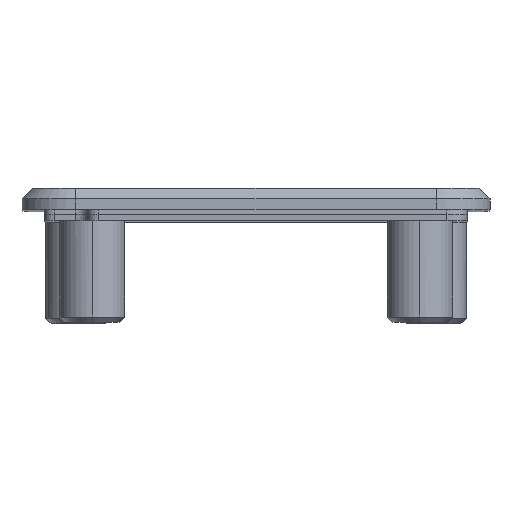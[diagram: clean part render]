
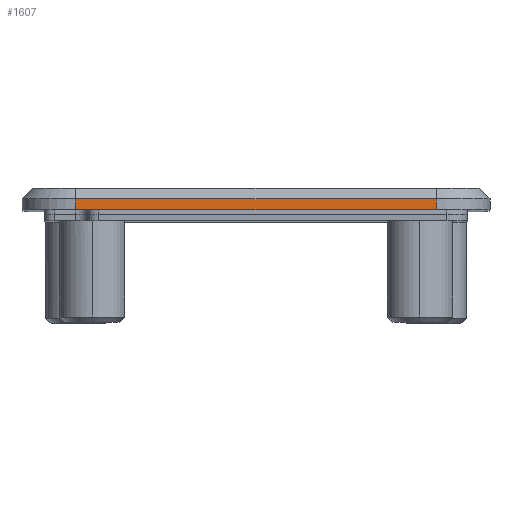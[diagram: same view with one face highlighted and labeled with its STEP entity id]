
A CAD part, top view. The second image highlights one B-rep face of the part: STEP entity #1607.
In plain terms, the highlighted planar face has unit normal (0, 0, 1).
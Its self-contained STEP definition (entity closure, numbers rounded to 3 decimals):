
#29 = CARTESIAN_POINT ( 'NONE',  ( -16.75, 18.45, 53. ) ) ;
#132 = EDGE_CURVE ( 'NONE', #2222, #424, #1707, .T. ) ;
#150 = EDGE_CURVE ( 'NONE', #2967, #424, #1647, .T. ) ;
#247 = PLANE ( 'NONE',  #1823 ) ;
#254 = VECTOR ( 'NONE', #457, 1000. ) ;
#279 = FACE_OUTER_BOUND ( 'NONE', #2540, .T. ) ;
#349 = CARTESIAN_POINT ( 'NONE',  ( -16.75, 20.45, 53. ) ) ;
#424 = VERTEX_POINT ( 'NONE', #1871 ) ;
#457 = DIRECTION ( 'NONE',  ( 1., 0., 0. ) ) ;
#567 = CARTESIAN_POINT ( 'NONE',  ( -16.75, 19.45, 53. ) ) ;
#917 = CARTESIAN_POINT ( 'NONE',  ( -16.75, 18.45, 53. ) ) ;
#1205 = DIRECTION ( 'NONE',  ( 0., -1., 0. ) ) ;
#1292 = DIRECTION ( 'NONE',  ( 0., 0., -1. ) ) ;
#1328 = LINE ( 'NONE', #349, #2116 ) ;
#1457 = CARTESIAN_POINT ( 'NONE',  ( 16.75, 20.45, 53. ) ) ;
#1573 = ORIENTED_EDGE ( 'NONE', *, *, #132, .F. ) ;
#1607 = ADVANCED_FACE ( 'NONE', ( #279 ), #247, .F. ) ;
#1647 = LINE ( 'NONE', #917, #254 ) ;
#1707 = LINE ( 'NONE', #1457, #1914 ) ;
#1799 = ORIENTED_EDGE ( 'NONE', *, *, #3119, .T. ) ;
#1823 = AXIS2_PLACEMENT_3D ( 'NONE', #2260, #1292, #2509 ) ;
#1871 = CARTESIAN_POINT ( 'NONE',  ( 16.75, 18.45, 53. ) ) ;
#1891 = EDGE_CURVE ( 'NONE', #2222, #2898, #3115, .T. ) ;
#1899 = ORIENTED_EDGE ( 'NONE', *, *, #150, .T. ) ;
#1909 = CARTESIAN_POINT ( 'NONE',  ( 16.75, 19.45, 53. ) ) ;
#1914 = VECTOR ( 'NONE', #1205, 1000. ) ;
#2116 = VECTOR ( 'NONE', #2314, 1000. ) ;
#2222 = VERTEX_POINT ( 'NONE', #1909 ) ;
#2260 = CARTESIAN_POINT ( 'NONE',  ( -16.75, 20.45, 53. ) ) ;
#2314 = DIRECTION ( 'NONE',  ( 0., -1., 0. ) ) ;
#2363 = ORIENTED_EDGE ( 'NONE', *, *, #1891, .T. ) ;
#2444 = DIRECTION ( 'NONE',  ( -1., 0., 0. ) ) ;
#2509 = DIRECTION ( 'NONE',  ( -1., 0., 0. ) ) ;
#2540 = EDGE_LOOP ( 'NONE', ( #1573, #2363, #1799, #1899 ) ) ;
#2671 = CARTESIAN_POINT ( 'NONE',  ( -16.75, 19.45, 53. ) ) ;
#2818 = VECTOR ( 'NONE', #2444, 1000. ) ;
#2898 = VERTEX_POINT ( 'NONE', #567 ) ;
#2967 = VERTEX_POINT ( 'NONE', #29 ) ;
#3115 = LINE ( 'NONE', #2671, #2818 ) ;
#3119 = EDGE_CURVE ( 'NONE', #2898, #2967, #1328, .T. ) ;
